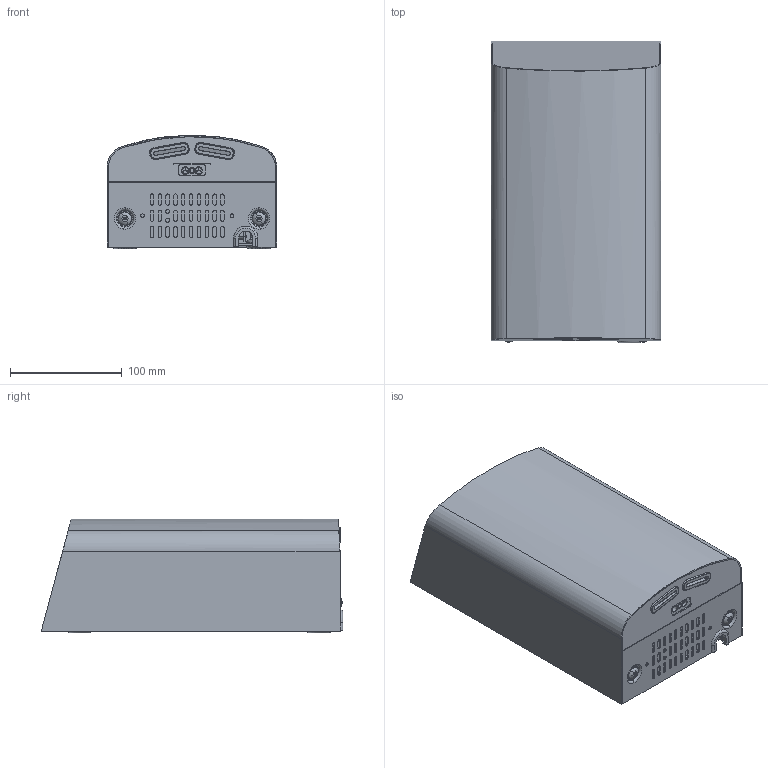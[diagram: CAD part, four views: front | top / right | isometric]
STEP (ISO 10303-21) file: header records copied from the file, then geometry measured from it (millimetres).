
FILE_DESCRIPTION (( 'STEP AP214' ), '1' );
FILE_NAME ('EcoSwift_外觀圖檔.STEP', '2018-11-15T01:36:42', ( 'jerry' ), ( '' ), 'SwSTEP 2.0', 'SolidWorks 2011', '' );
FILE_SCHEMA (( 'AUTOMOTIVE_DESIGN' ));
Length unit declared in the file: millimetre
Products named in the file (14): 22外殼螺絲; EcoFast感應器膠殼; SUS外殼塞頭O; EcoSwift外殼; EcoSwift外殼固定片; EcoSwift上蓋_Default; EcoSwift下蓋_Default; EcoSwift外殼_Default; ASI防震墊(大); EcoSwift感應器固定片; EcoSwift出風口固定片_Default; EcoSwift出風口_Default; EcoSwift底座_Default; EcoSwift_外觀圖檔
Assembly tree (17 placements, depth 3):
  EcoSwift_外觀圖檔
    ASI防震墊(大)  x4
    EcoSwift出風口固定片_Default
    SUS外殼塞頭O
    EcoSwift出風口_Default
    22外殼螺絲  x2
    EcoSwift外殼
      EcoSwift外殼_Default
      EcoSwift上蓋_Default
      EcoSwift下蓋_Default
      EcoSwift外殼固定片
    EcoSwift感應器固定片
    EcoSwift底座_Default
    EcoFast感應器膠殼
Bounding box: 152 x 269.5 x 101.46 mm (x, y, z)
Volume: 296283 mm3; surface area: 402664.4 mm2
Topology: 16 solids, 16 shells, 1943 faces, 5183 edges, 3277 vertices
Faces by surface type: plane 874, cylinder 633, bspline 267, torus 97, cone 68, sphere 4
Entity records: 89339 total; most frequent: CARTESIAN_POINT 43483, ORIENTED_EDGE 10018, DIRECTION 8766, EDGE_CURVE 5009, VERTEX_POINT 3189, AXIS2_PLACEMENT_3D 2934, LINE 2898, VECTOR 2898
